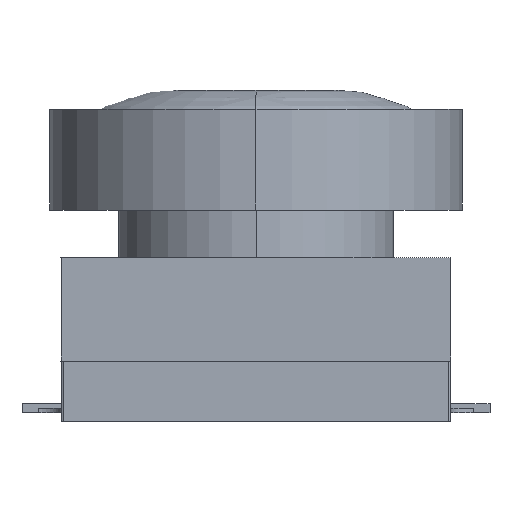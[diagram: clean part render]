
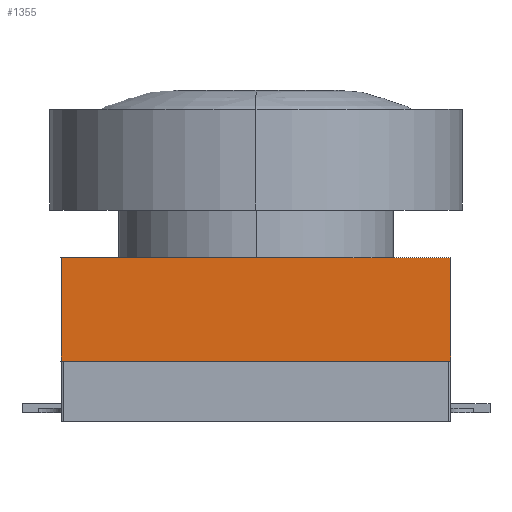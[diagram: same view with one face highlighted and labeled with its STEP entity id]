
A CAD part, front view. The second image highlights one B-rep face of the part: STEP entity #1355.
In plain terms, the highlighted planar face has unit normal (0, -1, 0).
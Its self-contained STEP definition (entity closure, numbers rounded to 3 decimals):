
#10 = DIRECTION ( 'NONE',  ( -1., 0., 0. ) ) ;
#75 = CARTESIAN_POINT ( 'NONE',  ( -4.25, -4.365, 3.57 ) ) ;
#82 = PLANE ( 'NONE',  #1731 ) ;
#218 = EDGE_CURVE ( 'NONE', #658, #2431, #458, .T. ) ;
#233 = CARTESIAN_POINT ( 'NONE',  ( -4.25, -4.365, 1.32 ) ) ;
#319 = CARTESIAN_POINT ( 'NONE',  ( 4.25, -4.365, 1.32 ) ) ;
#458 = LINE ( 'NONE', #1341, #945 ) ;
#571 = LINE ( 'NONE', #1699, #1135 ) ;
#576 = ORIENTED_EDGE ( 'NONE', *, *, #218, .F. ) ;
#627 = ORIENTED_EDGE ( 'NONE', *, *, #754, .T. ) ;
#658 = VERTEX_POINT ( 'NONE', #787 ) ;
#754 = EDGE_CURVE ( 'NONE', #2622, #1361, #917, .T. ) ;
#787 = CARTESIAN_POINT ( 'NONE',  ( 4.25, -4.365, 3.57 ) ) ;
#904 = DIRECTION ( 'NONE',  ( 0., 1., 0. ) ) ;
#917 = LINE ( 'NONE', #1816, #1805 ) ;
#945 = VECTOR ( 'NONE', #1087, 1000. ) ;
#1087 = DIRECTION ( 'NONE',  ( 0., 0., -1. ) ) ;
#1135 = VECTOR ( 'NONE', #1320, 1000. ) ;
#1320 = DIRECTION ( 'NONE',  ( 1., 0., 0. ) ) ;
#1333 = CARTESIAN_POINT ( 'NONE',  ( 4.25, -4.365, 3.57 ) ) ;
#1341 = CARTESIAN_POINT ( 'NONE',  ( 4.25, -4.365, 3.57 ) ) ;
#1355 = ADVANCED_FACE ( 'NONE', ( #2061 ), #82, .F. ) ;
#1361 = VERTEX_POINT ( 'NONE', #233 ) ;
#1390 = CARTESIAN_POINT ( 'NONE',  ( 4.25, -4.365, 3.57 ) ) ;
#1400 = VECTOR ( 'NONE', #2264, 1000. ) ;
#1566 = ORIENTED_EDGE ( 'NONE', *, *, #2445, .F. ) ;
#1699 = CARTESIAN_POINT ( 'NONE',  ( 4.25, -4.365, 1.32 ) ) ;
#1731 = AXIS2_PLACEMENT_3D ( 'NONE', #1333, #904, #10 ) ;
#1792 = EDGE_CURVE ( 'NONE', #1361, #2431, #571, .T. ) ;
#1805 = VECTOR ( 'NONE', #2502, 1000. ) ;
#1816 = CARTESIAN_POINT ( 'NONE',  ( -4.25, -4.365, 3.57 ) ) ;
#2007 = EDGE_LOOP ( 'NONE', ( #2779, #576, #1566, #627 ) ) ;
#2061 = FACE_OUTER_BOUND ( 'NONE', #2007, .T. ) ;
#2074 = LINE ( 'NONE', #1390, #1400 ) ;
#2264 = DIRECTION ( 'NONE',  ( 1., 0., 0. ) ) ;
#2431 = VERTEX_POINT ( 'NONE', #319 ) ;
#2445 = EDGE_CURVE ( 'NONE', #2622, #658, #2074, .T. ) ;
#2502 = DIRECTION ( 'NONE',  ( 0., 0., -1. ) ) ;
#2622 = VERTEX_POINT ( 'NONE', #75 ) ;
#2779 = ORIENTED_EDGE ( 'NONE', *, *, #1792, .T. ) ;
